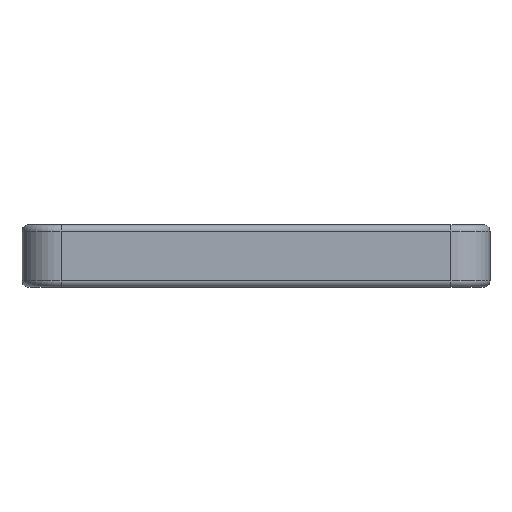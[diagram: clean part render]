
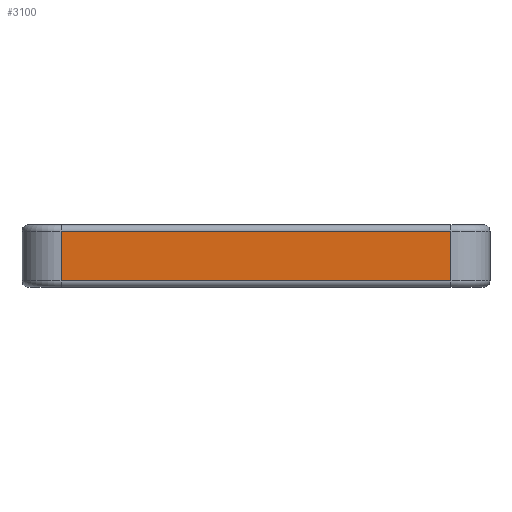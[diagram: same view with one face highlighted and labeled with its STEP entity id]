
A CAD part, left-side view. The second image highlights one B-rep face of the part: STEP entity #3100.
In plain terms, the highlighted planar face has unit normal (-1, 0, 0).
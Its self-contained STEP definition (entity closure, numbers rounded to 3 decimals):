
#373 = VERTEX_POINT ( 'NONE', #2394 ) ;
#906 = AXIS2_PLACEMENT_3D ( 'NONE', #5199, #1116, #6981 ) ;
#1074 = LINE ( 'NONE', #3765, #5283 ) ;
#1116 = DIRECTION ( 'NONE',  ( 1., 0., 0. ) ) ;
#1344 = VERTEX_POINT ( 'NONE', #10683 ) ;
#1568 = ORIENTED_EDGE ( 'NONE', *, *, #7702, .T. ) ;
#1879 = VECTOR ( 'NONE', #5151, 1000. ) ;
#2058 = VECTOR ( 'NONE', #6080, 1000. ) ;
#2394 = CARTESIAN_POINT ( 'NONE',  ( -55., 25., 0.8 ) ) ;
#2704 = LINE ( 'NONE', #7917, #4669 ) ;
#2875 = DIRECTION ( 'NONE',  ( 0., 0., -1. ) ) ;
#2934 = CARTESIAN_POINT ( 'NONE',  ( -55., 25., 7.2 ) ) ;
#3100 = ADVANCED_FACE ( 'NONE', ( #7824 ), #8513, .F. ) ;
#3632 = VERTEX_POINT ( 'NONE', #2934 ) ;
#3696 = CARTESIAN_POINT ( 'NONE',  ( -55., -30., 7.2 ) ) ;
#3765 = CARTESIAN_POINT ( 'NONE',  ( -55., -25., 0.8 ) ) ;
#3835 = EDGE_LOOP ( 'NONE', ( #5429, #8736, #1568, #6196 ) ) ;
#4088 = LINE ( 'NONE', #10069, #1879 ) ;
#4242 = EDGE_CURVE ( 'NONE', #3632, #373, #2704, .T. ) ;
#4669 = VECTOR ( 'NONE', #2875, 1000. ) ;
#5151 = DIRECTION ( 'NONE',  ( 0., 0., 1. ) ) ;
#5199 = CARTESIAN_POINT ( 'NONE',  ( -55., -30., 8. ) ) ;
#5283 = VECTOR ( 'NONE', #6361, 1000. ) ;
#5429 = ORIENTED_EDGE ( 'NONE', *, *, #4242, .T. ) ;
#6080 = DIRECTION ( 'NONE',  ( 0., 1., 0. ) ) ;
#6196 = ORIENTED_EDGE ( 'NONE', *, *, #9535, .T. ) ;
#6361 = DIRECTION ( 'NONE',  ( 0., -1., 0. ) ) ;
#6534 = VERTEX_POINT ( 'NONE', #8224 ) ;
#6981 = DIRECTION ( 'NONE',  ( 0., 0., -1. ) ) ;
#7702 = EDGE_CURVE ( 'NONE', #6534, #1344, #4088, .T. ) ;
#7824 = FACE_OUTER_BOUND ( 'NONE', #3835, .T. ) ;
#7888 = EDGE_CURVE ( 'NONE', #373, #6534, #1074, .T. ) ;
#7917 = CARTESIAN_POINT ( 'NONE',  ( -55., 25., 8. ) ) ;
#7957 = LINE ( 'NONE', #3696, #2058 ) ;
#8224 = CARTESIAN_POINT ( 'NONE',  ( -55., -25., 0.8 ) ) ;
#8513 = PLANE ( 'NONE',  #906 ) ;
#8736 = ORIENTED_EDGE ( 'NONE', *, *, #7888, .T. ) ;
#9535 = EDGE_CURVE ( 'NONE', #1344, #3632, #7957, .T. ) ;
#10069 = CARTESIAN_POINT ( 'NONE',  ( -55., -25., 8. ) ) ;
#10683 = CARTESIAN_POINT ( 'NONE',  ( -55., -25., 7.2 ) ) ;
